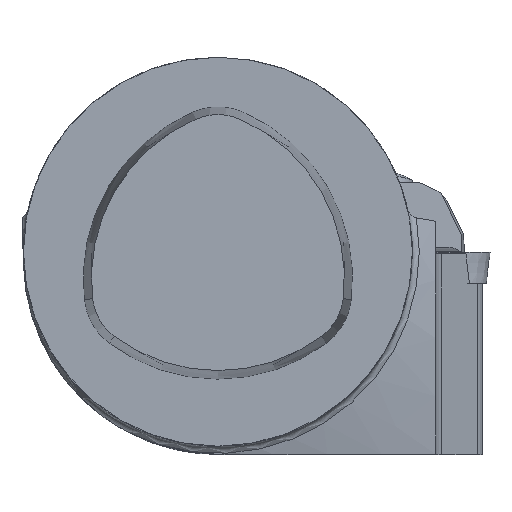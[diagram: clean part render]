
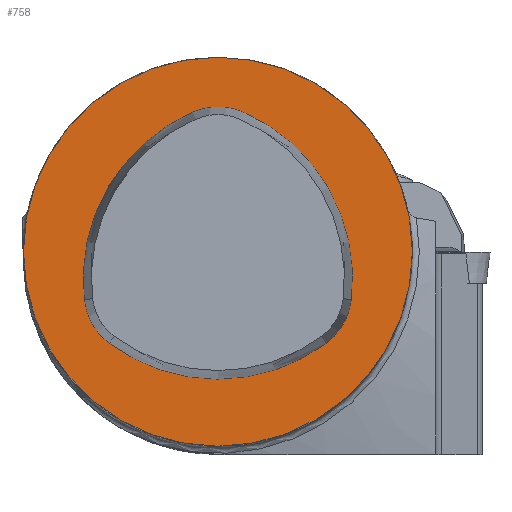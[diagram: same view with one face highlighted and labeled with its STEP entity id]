
A CAD part, top view. The second image highlights one B-rep face of the part: STEP entity #758.
In plain terms, the highlighted planar face has unit normal (0, 0, 1).
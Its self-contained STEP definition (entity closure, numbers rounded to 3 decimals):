
#758=ADVANCED_FACE('',(#1962,#1963),#994,.T.);
#994=PLANE('',#4860);
#1101=CIRCLE('',#4848,25.);
#1102=CIRCLE('',#4854,23.36);
#1103=CIRCLE('',#4855,8.12);
#1104=CIRCLE('',#4856,23.36);
#1105=CIRCLE('',#4857,8.12);
#1106=CIRCLE('',#4858,23.36);
#1107=CIRCLE('',#4859,8.12);
#1962=FACE_BOUND('',#2019,.T.);
#1963=FACE_BOUND('',#2020,.T.);
#2019=EDGE_LOOP('',(#2381));
#2020=EDGE_LOOP('',(#2382,#2383,#2384,#2385,#2386,#2387));
#2381=ORIENTED_EDGE('',*,*,#4115,.T.);
#2382=ORIENTED_EDGE('',*,*,#4124,.F.);
#2383=ORIENTED_EDGE('',*,*,#4125,.F.);
#2384=ORIENTED_EDGE('',*,*,#4126,.F.);
#2385=ORIENTED_EDGE('',*,*,#4127,.F.);
#2386=ORIENTED_EDGE('',*,*,#4128,.F.);
#2387=ORIENTED_EDGE('',*,*,#4129,.F.);
#3652=VERTEX_POINT('',#6329);
#3661=VERTEX_POINT('',#6348);
#3662=VERTEX_POINT('',#6349);
#3663=VERTEX_POINT('',#6351);
#3664=VERTEX_POINT('',#6353);
#3665=VERTEX_POINT('',#6355);
#3666=VERTEX_POINT('',#6357);
#4115=EDGE_CURVE('',#3652,#3652,#1101,.T.);
#4124=EDGE_CURVE('',#3661,#3662,#1102,.T.);
#4125=EDGE_CURVE('',#3663,#3661,#1103,.T.);
#4126=EDGE_CURVE('',#3664,#3663,#1104,.T.);
#4127=EDGE_CURVE('',#3665,#3664,#1105,.T.);
#4128=EDGE_CURVE('',#3666,#3665,#1106,.T.);
#4129=EDGE_CURVE('',#3662,#3666,#1107,.T.);
#4848=AXIS2_PLACEMENT_3D('',#6328,#5222,#5223);
#4854=AXIS2_PLACEMENT_3D('',#6347,#5238,#5239);
#4855=AXIS2_PLACEMENT_3D('',#6350,#5240,#5241);
#4856=AXIS2_PLACEMENT_3D('',#6352,#5242,#5243);
#4857=AXIS2_PLACEMENT_3D('',#6354,#5244,#5245);
#4858=AXIS2_PLACEMENT_3D('',#6356,#5246,#5247);
#4859=AXIS2_PLACEMENT_3D('',#6358,#5248,#5249);
#4860=AXIS2_PLACEMENT_3D('',#6359,#5250,#5251);
#5222=DIRECTION('',(0.,0.,1.));
#5223=DIRECTION('',(-1.,0.,0.));
#5238=DIRECTION('',(0.,0.,1.));
#5239=DIRECTION('',(-1.,0.,0.));
#5240=DIRECTION('',(0.,0.,1.));
#5241=DIRECTION('',(-1.,0.,0.));
#5242=DIRECTION('',(0.,0.,1.));
#5243=DIRECTION('',(-1.,0.,0.));
#5244=DIRECTION('',(0.,0.,1.));
#5245=DIRECTION('',(-1.,0.,0.));
#5246=DIRECTION('',(0.,0.,1.));
#5247=DIRECTION('',(-1.,0.,0.));
#5248=DIRECTION('',(0.,0.,1.));
#5249=DIRECTION('',(-1.,0.,0.));
#5250=DIRECTION('',(0.,0.,1.));
#5251=DIRECTION('',(-1.,0.,0.));
#6328=CARTESIAN_POINT('',(0.,0.,0.));
#6329=CARTESIAN_POINT('',(-25.,0.,0.));
#6347=CARTESIAN_POINT('',(-6.045,-3.49,0.));
#6348=CARTESIAN_POINT('',(17.159,-6.188,0.));
#6349=CARTESIAN_POINT('',(3.221,17.954,0.));
#6350=CARTESIAN_POINT('',(9.093,-5.25,0.));
#6351=CARTESIAN_POINT('',(13.938,-11.766,0.));
#6352=CARTESIAN_POINT('',(0.,6.98,0.));
#6353=CARTESIAN_POINT('',(-13.938,-11.766,0.));
#6354=CARTESIAN_POINT('',(-9.093,-5.25,0.));
#6355=CARTESIAN_POINT('',(-17.159,-6.188,0.));
#6356=CARTESIAN_POINT('',(6.045,-3.49,0.));
#6357=CARTESIAN_POINT('',(-3.221,17.954,0.));
#6358=CARTESIAN_POINT('',(0.,10.5,0.));
#6359=CARTESIAN_POINT('',(0.,0.,0.));
